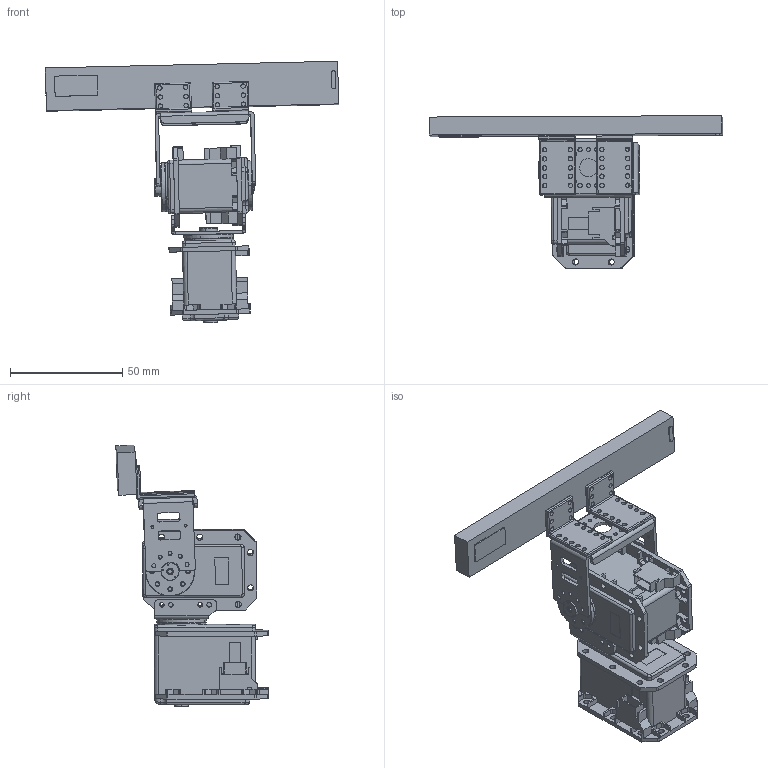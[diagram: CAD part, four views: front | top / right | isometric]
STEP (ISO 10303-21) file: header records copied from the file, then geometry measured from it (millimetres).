
FILE_DESCRIPTION(('CATIA V5 STEP Exchange'),'2;1');
FILE_NAME('PAN_TILT.stp','2023-06-06T10:35:27+00:00',('none'),('none'),'CATIA Version 5 Release 20 GA (IN-10)','CATIA V5 STEP AP203','none');
FILE_SCHEMA(('CONFIG_CONTROL_DESIGN'));
Length unit declared in the file: millimetre
Products named in the file (5): Produit1; PAN; TILT; i101_Set; Caméra
Assembly tree (19 placements, depth 4):
  Produit1
    PAN
      #66
      #320
      #15494
    TILT
      #66
      #320
      #15494
      i101_Set
        #20997
        #22944
        #23665
      #24017
      #27194
      #28176
    Caméra
      #35140
      #35726  x2
Bounding box: 130.44 x 67.76 x 116.33 mm (x, y, z)
Volume: 112204.6 mm3; surface area: 46706.3 mm2
Topology: 15 solids, 15 shells, 1761 faces, 4790 edges, 3082 vertices
Faces by surface type: plane 806, cylinder 804, cone 114, bspline 13, torus 12, revolution 8, sphere 4
Entity records: 37420 total; most frequent: CARTESIAN_POINT 10520, ORIENTED_EDGE 5830, DIRECTION 4651, EDGE_CURVE 2915, VERTEX_POINT 1887, AXIS2_PLACEMENT_3D 1883, VECTOR 1680, LINE 1680
